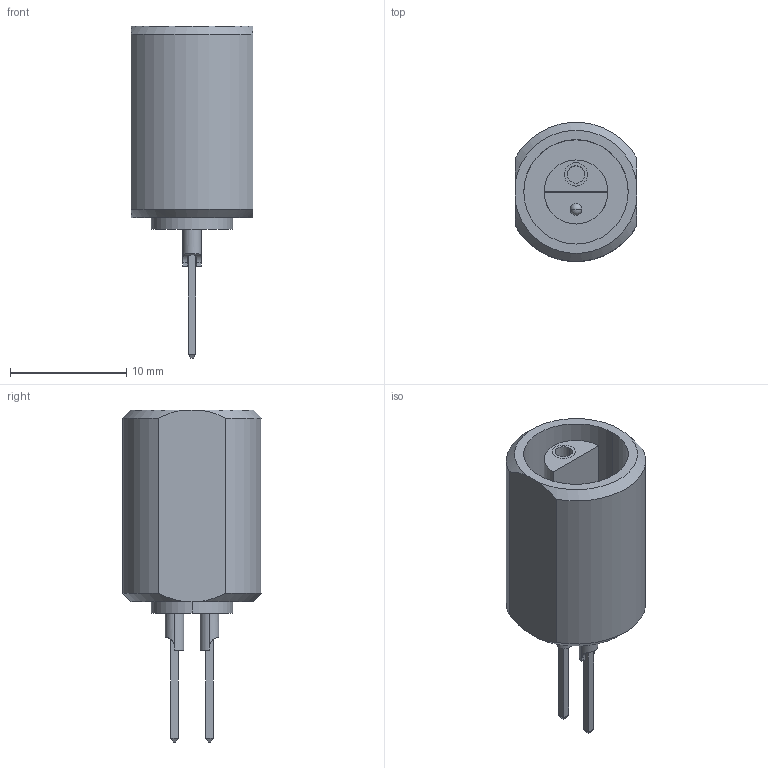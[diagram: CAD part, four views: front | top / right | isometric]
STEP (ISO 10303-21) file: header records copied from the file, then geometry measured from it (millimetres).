
FILE_DESCRIPTION((''),'2;1');
FILE_NAME('LEMO_EDA-02836-V1-0_Part1.stp','2013-09-19T15:40:47',(''),(''),'Mechanical Desktop 2011','Mechanical Desktop 2011',', , ');
FILE_SCHEMA(('AUTOMOTIVE_DESIGN { 1 2 10303 214 1 1 1 1 }'));
Length unit declared in the file: millimetre
Products named in the file (1): Product
Bounding box: 10.5 x 11.96 x 28.6 mm (x, y, z)
Volume: 1159.9 mm3; surface area: 1829.8 mm2
Topology: 11 solids, 11 shells, 88 faces, 180 edges, 111 vertices
Faces by surface type: plane 53, cylinder 29, cone 4, sphere 2
Entity records: 2444 total; most frequent: CARTESIAN_POINT 512, DIRECTION 398, ORIENTED_EDGE 356, EDGE_CURVE 178, AXIS2_PLACEMENT_3D 145, VERTEX_POINT 111, VECTOR 108, LINE 108
